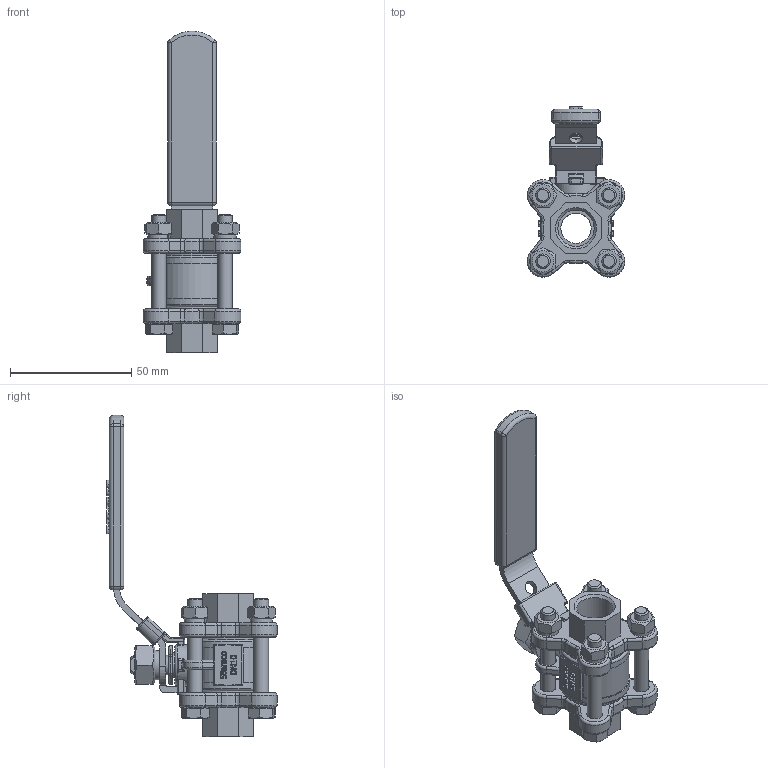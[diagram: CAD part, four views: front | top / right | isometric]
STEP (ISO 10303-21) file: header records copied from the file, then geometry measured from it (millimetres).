
FILE_DESCRIPTION(/* description */ ('790003'),/* implementation_level */ '2;1');
FILE_NAME(/* name */ '790003.stp',/* time_stamp */ '2019-10-01T13:38:14+02:00',/* author */ ('jmorand'),/* organization */ ('Sferaco'),/* preprocessor_version */ 'ST-DEVELOPER v18',/* originating_system */ 'Autodesk Inventor 2020',/* authorisation */ '');
FILE_SCHEMA (('AUTOMOTIVE_DESIGN { 1 0 10303 214 3 1 1 }'));
Length unit declared in the file: millimetre
Products named in the file (1): 790003C_ens_Shrinkwrap_1
Bounding box: 40.22 x 70.11 x 132.45 mm (x, y, z)
Volume: 52152 mm3; surface area: 37245.3 mm2
Topology: 22 solids, 22 shells, 1208 faces, 3036 edges, 1916 vertices
Faces by surface type: plane 501, bspline 281, cylinder 248, torus 100, cone 52, sphere 26
Full cylindrical faces by diameter (mm): 4.917 x4, 5.5 x1, 6 x4, 6.5 x8, 7 x1, 8 x2, 8.376 x2, 10 x5, 12.5 x3, 14.95 x2, 27 x2, 29 x2
Entity records: 40680 total; most frequent: CARTESIAN_POINT 12267, ORIENTED_EDGE 6056, DIRECTION 4916, EDGE_CURVE 3028, VERTEX_POINT 1916, AXIS2_PLACEMENT_3D 1702, LINE 1512, VECTOR 1512
